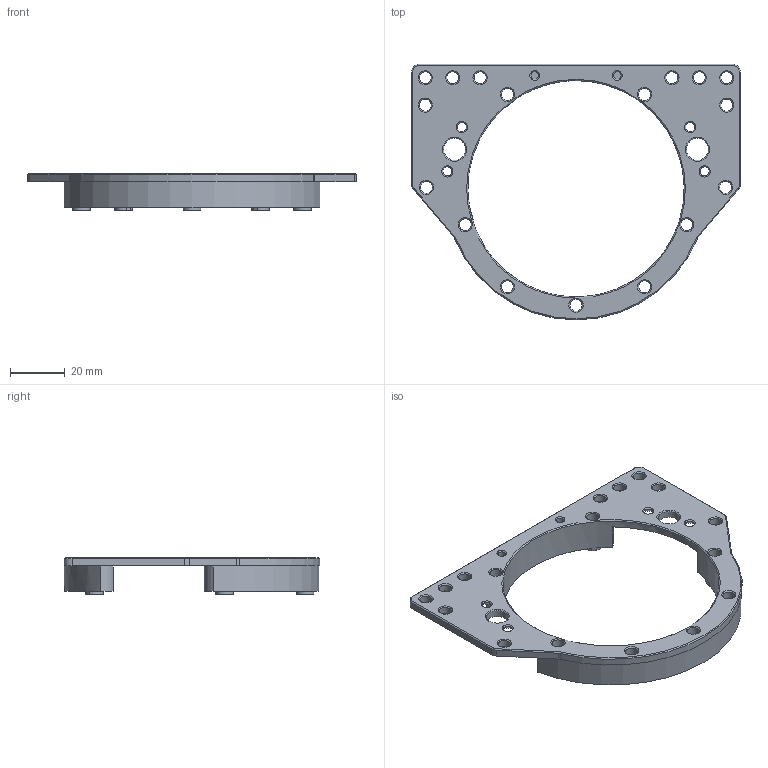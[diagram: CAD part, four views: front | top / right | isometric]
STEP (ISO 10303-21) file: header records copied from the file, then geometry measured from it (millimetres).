
FILE_DESCRIPTION(/* description */ (''),/* implementation_level */ '2;1');
FILE_NAME(/* name */ '1xSuper Framev1.step',/* time_stamp */ '2025-04-14T13:07:04-04:00',/* author */ (''),/* organization */ (''),/* preprocessor_version */ 'ST-DEVELOPER v20.1',/* originating_system */ 'Autodesk Translation Framework v14.4.0.0',/* authorisation */ '');
FILE_SCHEMA (('AUTOMOTIVE_DESIGN { 1 0 10303 214 3 1 1 }'));
Length unit declared in the file: millimetre
Products named in the file (1): Super Frame
Bounding box: 120 x 93.39 x 13.3 mm (x, y, z)
Volume: 23408.7 mm3; surface area: 15404.9 mm2
Topology: 1 solids, 1 shells, 106 faces, 276 edges, 168 vertices
Faces by surface type: cylinder 46, cone 37, plane 23
Full cylindrical faces by diameter (mm): 2.8 x2, 3.3 x4, 4.4 x17, 8 x2, 79 x1
Entity records: 3410 total; most frequent: DIRECTION 648, ORIENTED_EDGE 552, CARTESIAN_POINT 551, EDGE_CURVE 276, AXIS2_PLACEMENT_3D 265, VERTEX_POINT 168, CIRCLE 158, EDGE_LOOP 150
